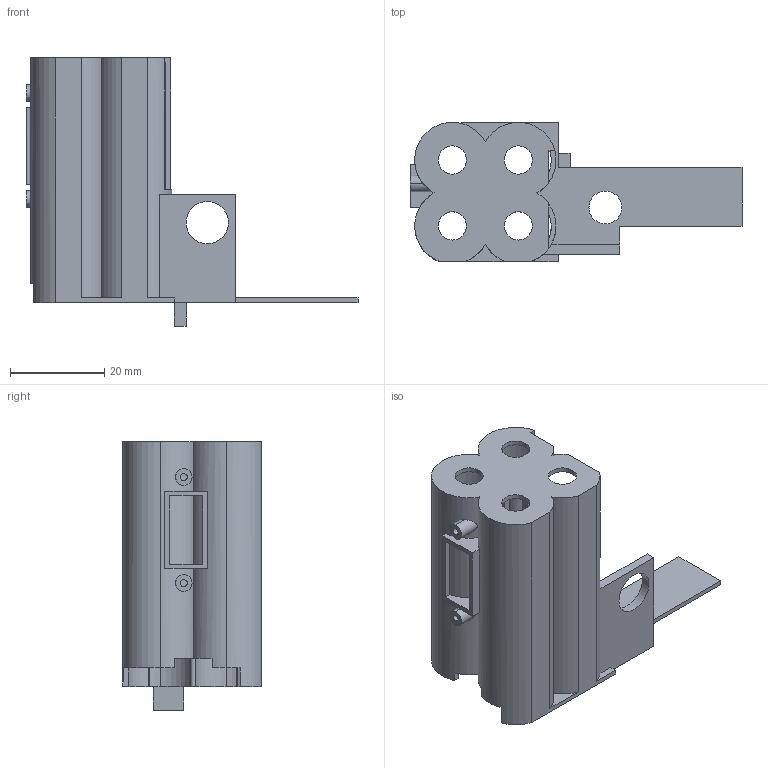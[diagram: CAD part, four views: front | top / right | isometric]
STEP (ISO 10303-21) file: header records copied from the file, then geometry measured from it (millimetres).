
FILE_DESCRIPTION(('produced by SPATIAL CORP'),'2;1');
FILE_NAME( 'bat_case.prt.hh.sat.stp', '2002-04-19T13:52:36+00:00',('SPATIAL CORP'),('SPATIAL CORP'), 'ACIS STEP Husk','http://www.spatial.com','SPATIAL CORP');
FILE_SCHEMA(('CONFIG_CONTROL_DESIGN'));
Length unit declared in the file: millimetre
Products named in the file (1): PRODUCT_ID_1
Bounding box: 70.5 x 29.5 x 57 mm (x, y, z)
Volume: 7308.8 mm3; surface area: 14711.3 mm2
Topology: 1 solids, 1 shells, 122 faces, 341 edges, 226 vertices
Faces by surface type: plane 64, cylinder 54, cone 4
Entity records: 4039 total; most frequent: CARTESIAN_POINT 855, ORIENTED_EDGE 682, DIRECTION 612, EDGE_CURVE 341, VERTEX_POINT 226, VECTOR 206, LINE 206, AXIS2_PLACEMENT_3D 203
